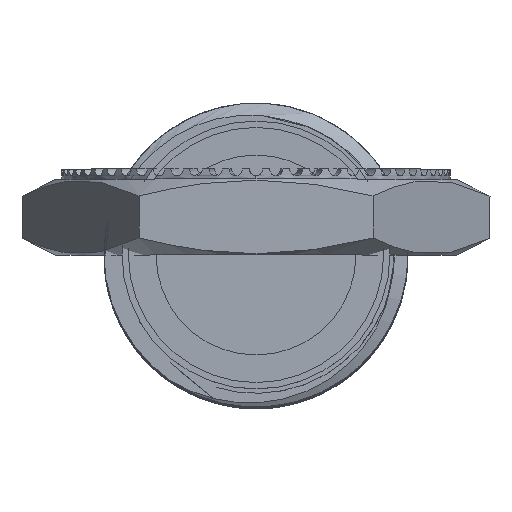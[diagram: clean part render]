
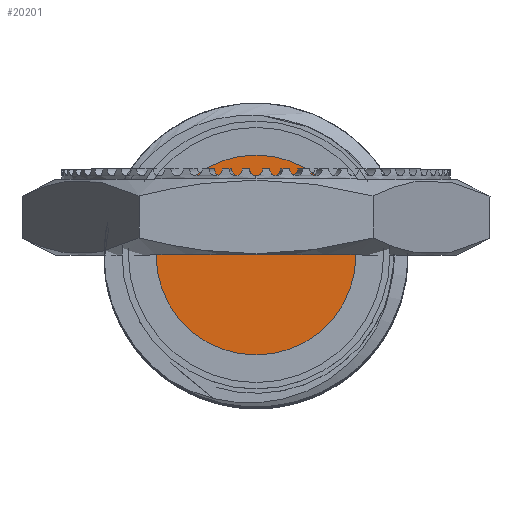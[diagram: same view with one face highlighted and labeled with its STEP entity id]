
A CAD part, top view. The second image highlights one B-rep face of the part: STEP entity #20201.
In plain terms, the highlighted planar face has unit normal (0, 0, 1).
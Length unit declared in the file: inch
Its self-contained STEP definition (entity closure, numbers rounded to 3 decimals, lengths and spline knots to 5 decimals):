
#431 = ORIENTED_EDGE ( 'NONE', *, *, #9372, .T. ) ;
#3623 = EDGE_CURVE ( 'NONE', #14332, #21167, #16387, .T. ) ;
#4707 = CARTESIAN_POINT ( 'NONE',  ( -0.23306, 0., 0.38565 ) ) ;
#5403 = AXIS2_PLACEMENT_3D ( 'NONE', #9547, #24197, #17743 ) ;
#5654 = AXIS2_PLACEMENT_3D ( 'NONE', #25163, #21415, #23285 ) ;
#9372 = EDGE_CURVE ( 'NONE', #21167, #14332, #13374, .T. ) ;
#9547 = CARTESIAN_POINT ( 'NONE',  ( 0., 0., 0.38565 ) ) ;
#12090 = AXIS2_PLACEMENT_3D ( 'NONE', #23280, #23012, #18716 ) ;
#13374 = CIRCLE ( 'NONE', #12090, 0.23306 ) ;
#13545 = EDGE_LOOP ( 'NONE', ( #25500, #431 ) ) ;
#13834 = CARTESIAN_POINT ( 'NONE',  ( 0.23306, 0., 0.38565 ) ) ;
#14332 = VERTEX_POINT ( 'NONE', #13834 ) ;
#15472 = FACE_OUTER_BOUND ( 'NONE', #13545, .T. ) ;
#16387 = CIRCLE ( 'NONE', #5654, 0.23306 ) ;
#17743 = DIRECTION ( 'NONE',  ( 1., 0., 0. ) ) ;
#18716 = DIRECTION ( 'NONE',  ( 1., 0., 0. ) ) ;
#20201 = ADVANCED_FACE ( 'NONE', ( #15472 ), #21788, .T. ) ;
#21167 = VERTEX_POINT ( 'NONE', #4707 ) ;
#21415 = DIRECTION ( 'NONE',  ( 0., 0., 1. ) ) ;
#21788 = PLANE ( 'NONE',  #5403 ) ;
#23012 = DIRECTION ( 'NONE',  ( 0., 0., 1. ) ) ;
#23280 = CARTESIAN_POINT ( 'NONE',  ( 0., 0., 0.38565 ) ) ;
#23285 = DIRECTION ( 'NONE',  ( 1., 0., 0. ) ) ;
#24197 = DIRECTION ( 'NONE',  ( 0., 0., 1. ) ) ;
#25163 = CARTESIAN_POINT ( 'NONE',  ( 0., 0., 0.38565 ) ) ;
#25500 = ORIENTED_EDGE ( 'NONE', *, *, #3623, .T. ) ;
